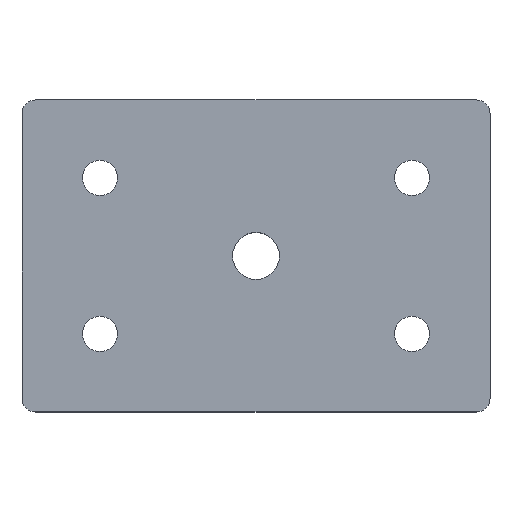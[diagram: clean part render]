
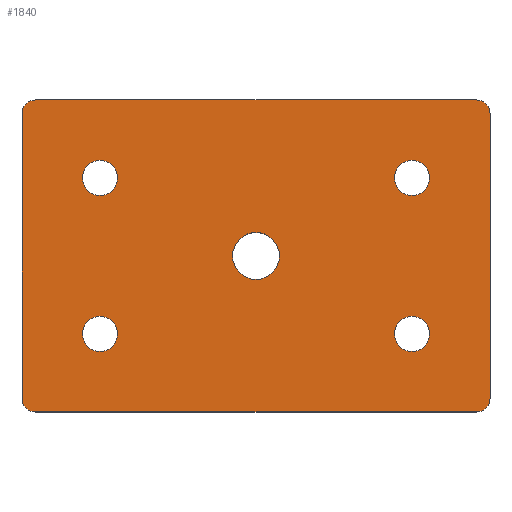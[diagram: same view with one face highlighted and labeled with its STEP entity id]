
A CAD part, top view. The second image highlights one B-rep face of the part: STEP entity #1840.
In plain terms, the highlighted free-form (B-spline) face has degree [1, 1] with [2, 2] control points.
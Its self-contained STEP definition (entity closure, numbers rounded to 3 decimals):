
#153=CARTESIAN_POINT('',(35.5,-180.0,0.));
#154=VERTEX_POINT('',#153);
#170=CARTESIAN_POINT('',(44.5,-180.,0.));
#171=VERTEX_POINT('',#170);
#178=CARTESIAN_POINT('',(40.0,-180.0,0.));
#179=DIRECTION('',(0.0,0.0,1.0));
#180=DIRECTION('',(-1.0,0.0,0.0));
#181=AXIS2_PLACEMENT_3D('',#178,#179,#180);
#182=CIRCLE('',#181,4.5);
#183=EDGE_CURVE('',#171,#154,#182,.T.);
#279=CARTESIAN_POINT('',(35.5,-220.0,0.));
#280=VERTEX_POINT('',#279);
#296=CARTESIAN_POINT('',(44.5,-220.,0.));
#297=VERTEX_POINT('',#296);
#304=CARTESIAN_POINT('',(40.0,-220.0,0.));
#305=DIRECTION('',(0.0,0.0,1.0));
#306=DIRECTION('',(-1.0,0.0,0.0));
#307=AXIS2_PLACEMENT_3D('',#304,#305,#306);
#308=CIRCLE('',#307,4.5);
#309=EDGE_CURVE('',#297,#280,#308,.T.);
#405=CARTESIAN_POINT('',(-44.5,-220.0,0.));
#406=VERTEX_POINT('',#405);
#422=CARTESIAN_POINT('',(-35.5,-220.,0.));
#423=VERTEX_POINT('',#422);
#430=CARTESIAN_POINT('',(-40.0,-220.0,0.));
#431=DIRECTION('',(0.0,0.0,1.0));
#432=DIRECTION('',(-1.0,0.0,0.0));
#433=AXIS2_PLACEMENT_3D('',#430,#431,#432);
#434=CIRCLE('',#433,4.5);
#435=EDGE_CURVE('',#423,#406,#434,.T.);
#531=CARTESIAN_POINT('',(-44.5,-180.0,0.));
#532=VERTEX_POINT('',#531);
#548=CARTESIAN_POINT('',(-35.5,-180.,0.));
#549=VERTEX_POINT('',#548);
#556=CARTESIAN_POINT('',(-40.0,-180.0,0.));
#557=DIRECTION('',(0.0,0.0,1.0));
#558=DIRECTION('',(-1.0,0.0,0.0));
#559=AXIS2_PLACEMENT_3D('',#556,#557,#558);
#560=CIRCLE('',#559,4.5);
#561=EDGE_CURVE('',#549,#532,#560,.T.);
#636=CARTESIAN_POINT('',(6.0,-200.0,0.0));
#637=VERTEX_POINT('',#636);
#653=CARTESIAN_POINT('',(-6.0,-200.0,0.0));
#654=VERTEX_POINT('',#653);
#661=CARTESIAN_POINT('',(0.0,-200.0,0.0));
#662=DIRECTION('',(0.0,0.0,-1.0));
#663=DIRECTION('',(1.0,0.0,0.0));
#664=AXIS2_PLACEMENT_3D('',#661,#662,#663);
#665=CIRCLE('',#664,6.0);
#666=EDGE_CURVE('',#637,#654,#665,.T.);
#677=CARTESIAN_POINT('',(0.0,-200.0,0.0));
#678=DIRECTION('',(0.0,0.0,-1.0));
#679=DIRECTION('',(1.0,0.0,0.0));
#680=AXIS2_PLACEMENT_3D('',#677,#678,#679);
#681=CIRCLE('',#680,6.0);
#682=EDGE_CURVE('',#654,#637,#681,.T.);
#895=CARTESIAN_POINT('',(-56.5,-240.0,0.));
#896=VERTEX_POINT('',#895);
#903=CARTESIAN_POINT('',(-60.0,-236.5,0.));
#904=VERTEX_POINT('',#903);
#905=CARTESIAN_POINT('',(-56.5,-236.5,0.));
#906=DIRECTION('',(0.,0.,1.));
#907=DIRECTION('',(-0.707,-0.707,0.));
#908=AXIS2_PLACEMENT_3D('',#905,#906,#907);
#909=CIRCLE('',#908,3.5);
#910=EDGE_CURVE('',#904,#896,#909,.T.);
#928=CARTESIAN_POINT('',(-60.0,-163.5,0.));
#929=VERTEX_POINT('',#928);
#930=CARTESIAN_POINT('',(-60.0,-236.5,0.));
#931=DIRECTION('',(0.0,1.0,0.0));
#932=VECTOR('',#931,73.0);
#933=LINE('',#930,#932);
#934=EDGE_CURVE('',#904,#929,#933,.T.);
#973=CARTESIAN_POINT('',(-56.5,-160.0,0.));
#974=VERTEX_POINT('',#973);
#975=CARTESIAN_POINT('',(-56.5,-163.5,0.));
#976=DIRECTION('',(0.,0.,1.));
#977=DIRECTION('',(-0.707,0.707,0.));
#978=AXIS2_PLACEMENT_3D('',#975,#976,#977);
#979=CIRCLE('',#978,3.5);
#980=EDGE_CURVE('',#974,#929,#979,.T.);
#1083=CARTESIAN_POINT('',(-40.0,-180.0,0.));
#1084=DIRECTION('',(0.0,0.0,1.0));
#1085=DIRECTION('',(-1.0,0.0,0.0));
#1086=AXIS2_PLACEMENT_3D('',#1083,#1084,#1085);
#1087=CIRCLE('',#1086,4.5);
#1088=EDGE_CURVE('',#532,#549,#1087,.T.);
#1187=CARTESIAN_POINT('',(-40.0,-220.0,0.));
#1188=DIRECTION('',(0.0,0.0,1.0));
#1189=DIRECTION('',(-1.0,0.0,0.0));
#1190=AXIS2_PLACEMENT_3D('',#1187,#1188,#1189);
#1191=CIRCLE('',#1190,4.5);
#1192=EDGE_CURVE('',#406,#423,#1191,.T.);
#1399=CARTESIAN_POINT('',(60.0,-236.5,0.));
#1400=VERTEX_POINT('',#1399);
#1407=CARTESIAN_POINT('',(56.5,-240.0,0.));
#1408=VERTEX_POINT('',#1407);
#1409=CARTESIAN_POINT('',(56.5,-236.5,0.));
#1410=DIRECTION('',(0.,0.,1.));
#1411=DIRECTION('',(0.707,-0.707,0.));
#1412=AXIS2_PLACEMENT_3D('',#1409,#1410,#1411);
#1413=CIRCLE('',#1412,3.5);
#1414=EDGE_CURVE('',#1408,#1400,#1413,.T.);
#1431=CARTESIAN_POINT('',(60.0,-163.5,0.));
#1432=VERTEX_POINT('',#1431);
#1439=CARTESIAN_POINT('',(60.0,-163.5,0.));
#1440=DIRECTION('',(0.0,-1.0,0.0));
#1441=VECTOR('',#1440,73.0);
#1442=LINE('',#1439,#1441);
#1443=EDGE_CURVE('',#1432,#1400,#1442,.T.);
#1476=CARTESIAN_POINT('',(56.5,-160.0,0.));
#1477=VERTEX_POINT('',#1476);
#1484=CARTESIAN_POINT('',(56.5,-163.5,0.));
#1485=DIRECTION('',(0.,0.,1.));
#1486=DIRECTION('',(0.707,0.707,0.));
#1487=AXIS2_PLACEMENT_3D('',#1484,#1485,#1486);
#1488=CIRCLE('',#1487,3.5);
#1489=EDGE_CURVE('',#1432,#1477,#1488,.T.);
#1587=CARTESIAN_POINT('',(40.0,-220.0,0.));
#1588=DIRECTION('',(0.0,0.0,1.0));
#1589=DIRECTION('',(-1.0,0.0,0.0));
#1590=AXIS2_PLACEMENT_3D('',#1587,#1588,#1589);
#1591=CIRCLE('',#1590,4.5);
#1592=EDGE_CURVE('',#280,#297,#1591,.T.);
#1691=CARTESIAN_POINT('',(40.0,-180.0,0.));
#1692=DIRECTION('',(0.0,0.0,1.0));
#1693=DIRECTION('',(-1.0,0.0,0.0));
#1694=AXIS2_PLACEMENT_3D('',#1691,#1692,#1693);
#1695=CIRCLE('',#1694,4.5);
#1696=EDGE_CURVE('',#154,#171,#1695,.T.);
#1788=CARTESIAN_POINT('',(-56.5,-160.0,0.));
#1789=DIRECTION('',(1.0,0.0,0.0));
#1790=VECTOR('',#1789,113.0);
#1791=LINE('',#1788,#1790);
#1792=EDGE_CURVE('',#974,#1477,#1791,.T.);
#1800=CARTESIAN_POINT('',(-60.0,-160.0,0.));
#1801=CARTESIAN_POINT('',(60.0,-160.0,0.));
#1802=CARTESIAN_POINT('',(-60.0,-240.0,0.));
#1803=CARTESIAN_POINT('',(60.0,-240.0,0.));
#1804=B_SPLINE_SURFACE_WITH_KNOTS('',1,1,((#1800,#1802),(#1801,#1803)),.UNSPECIFIED.,.F.,.F.,.U.,(2,2),(2,2),(0.0,120.0),(0.0,80.0),.UNSPECIFIED.);
#1805=CARTESIAN_POINT('',(56.5,-240.0,0.));
#1806=DIRECTION('',(-1.0,0.0,0.0));
#1807=VECTOR('',#1806,113.0);
#1808=LINE('',#1805,#1807);
#1809=EDGE_CURVE('',#1408,#896,#1808,.T.);
#1810=ORIENTED_EDGE('',*,*,#1809,.F.);
#1811=ORIENTED_EDGE('',*,*,#1414,.T.);
#1812=ORIENTED_EDGE('',*,*,#1443,.F.);
#1813=ORIENTED_EDGE('',*,*,#1489,.T.);
#1814=ORIENTED_EDGE('',*,*,#1792,.F.);
#1815=ORIENTED_EDGE('',*,*,#980,.T.);
#1816=ORIENTED_EDGE('',*,*,#934,.F.);
#1817=ORIENTED_EDGE('',*,*,#910,.T.);
#1818=EDGE_LOOP('',(#1810,#1811,#1812,#1813,#1814,#1815,#1816,#1817));
#1819=FACE_OUTER_BOUND('',#1818,.T.);
#1820=ORIENTED_EDGE('',*,*,#666,.T.);
#1821=ORIENTED_EDGE('',*,*,#682,.T.);
#1822=EDGE_LOOP('',(#1820,#1821));
#1823=FACE_BOUND('',#1822,.T.);
#1824=ORIENTED_EDGE('',*,*,#561,.F.);
#1825=ORIENTED_EDGE('',*,*,#1088,.F.);
#1826=EDGE_LOOP('',(#1824,#1825));
#1827=FACE_BOUND('',#1826,.T.);
#1828=ORIENTED_EDGE('',*,*,#435,.F.);
#1829=ORIENTED_EDGE('',*,*,#1192,.F.);
#1830=EDGE_LOOP('',(#1828,#1829));
#1831=FACE_BOUND('',#1830,.T.);
#1832=ORIENTED_EDGE('',*,*,#183,.F.);
#1833=ORIENTED_EDGE('',*,*,#1696,.F.);
#1834=EDGE_LOOP('',(#1832,#1833));
#1835=FACE_BOUND('',#1834,.T.);
#1836=ORIENTED_EDGE('',*,*,#309,.F.);
#1837=ORIENTED_EDGE('',*,*,#1592,.F.);
#1838=EDGE_LOOP('',(#1836,#1837));
#1839=FACE_BOUND('',#1838,.T.);
#1840=ADVANCED_FACE('',(#1819,#1823,#1827,#1831,#1835,#1839),#1804,.F.);
